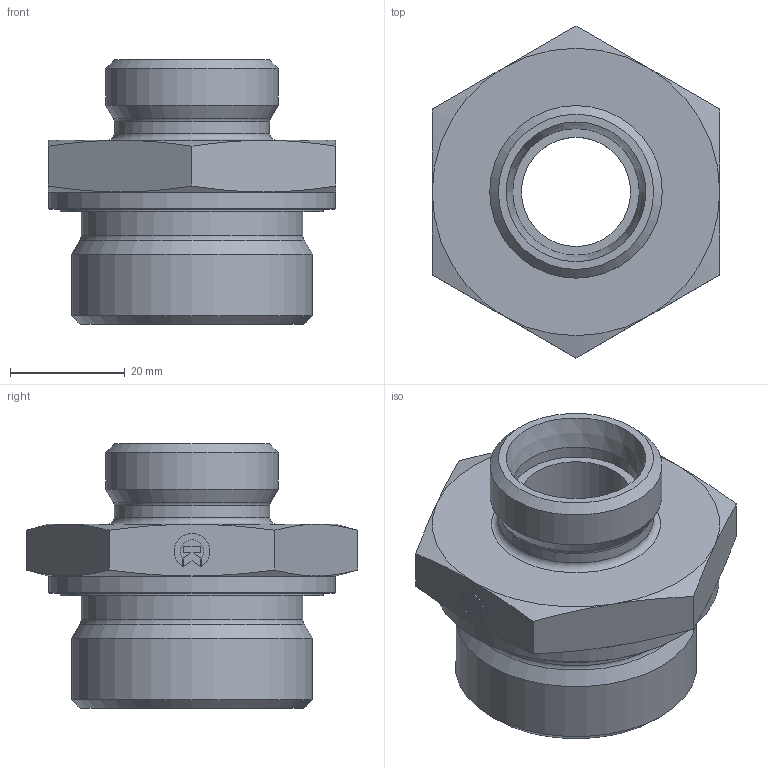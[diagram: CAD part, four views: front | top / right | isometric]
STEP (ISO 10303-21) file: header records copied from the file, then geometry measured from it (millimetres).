
FILE_DESCRIPTION((''),'2;1');
FILE_NAME('114225430.stp','2014-08-07T09:23:51',(''),('KNOMI spol. s r. o.'),'Autodesk Inventor 2012','Autodesk Inventor 2012','');
FILE_SCHEMA(('AUTOMOTIVE_DESIGN { 1 2 10303 214 0 1 1 1 }'));
Length unit declared in the file: millimetre
Products named in the file (3): PHER2 22LR1 1/4  G1 1/4/M30x2; 115 22 5430; 609424254
Assembly tree (2 placements, depth 2):
  PHER2 22LR1 1/4  G1 1/4/M30x2
    115 22 5430
    609424254
Bounding box: 50 x 57.73 x 46 mm (x, y, z)
Volume: 35756.5 mm3; surface area: 14867.1 mm2
Topology: 2 solids, 2 shells, 87 faces, 194 edges, 120 vertices
Faces by surface type: plane 45, cone 22, cylinder 15, torus 5
Full cylindrical faces by diameter (mm): 19 x1, 22 x1, 27 x1, 30 x2, 38.6 x1, 38.8 x1, 41.91 x1, 45.8 x1, 46 x1, 49.9 x1
Entity records: 2405 total; most frequent: CARTESIAN_POINT 424, DIRECTION 380, ORIENTED_EDGE 332, EDGE_CURVE 166, AXIS2_PLACEMENT_3D 146, EDGE_LOOP 126, VERTEX_POINT 118, STYLED_ITEM 89
